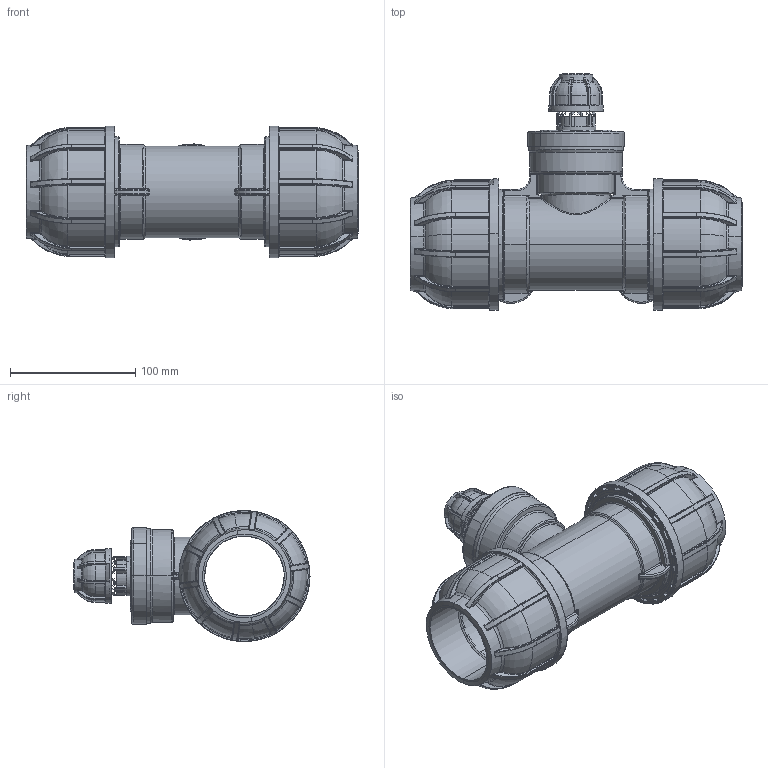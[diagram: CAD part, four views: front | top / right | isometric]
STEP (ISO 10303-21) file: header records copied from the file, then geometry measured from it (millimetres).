
FILE_DESCRIPTION (( 'STEP AP203' ), '1' );
FILE_NAME ('R217.063.020.step', '2013-11-19T09:26:39', ( 'Alusic' ), ( 'Alusic' ), 'SwSTEP 2.0', 'SolidWorks 2011', '' );
FILE_SCHEMA (( 'CONFIG_CONTROL_DESIGN' ));
Length unit declared in the file: millimetre
Products named in the file (1): R217.063.020
Bounding box: 265.6 x 188.85 x 104.99 mm (x, y, z)
Surface area: 193789.3 mm2 (no closed solid volume)
Topology: 0 solids, 104 shells, 1504 faces, 5262 edges, 3651 vertices
Faces by surface type: cylinder 427, torus 364, plane 336, bspline 308, cone 48, sphere 21
Entity records: 75874 total; most frequent: CARTESIAN_POINT 35181, DIRECTION 8177, ORIENTED_EDGE 7829, EDGE_CURVE 5252, VERTEX_POINT 3649, AXIS2_PLACEMENT_3D 3433, CIRCLE 2236, B_SPLINE_CURVE_WITH_KNOTS 1571
